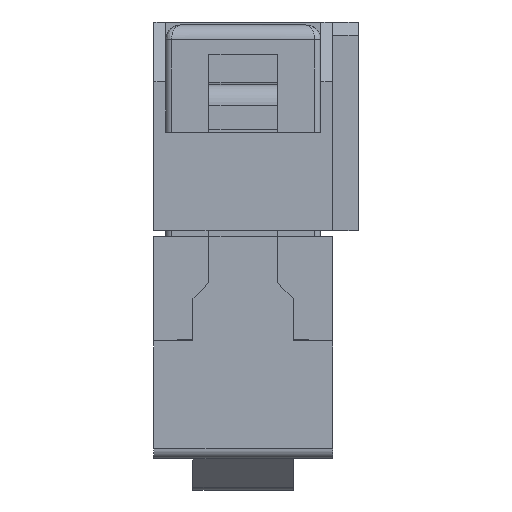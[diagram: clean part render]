
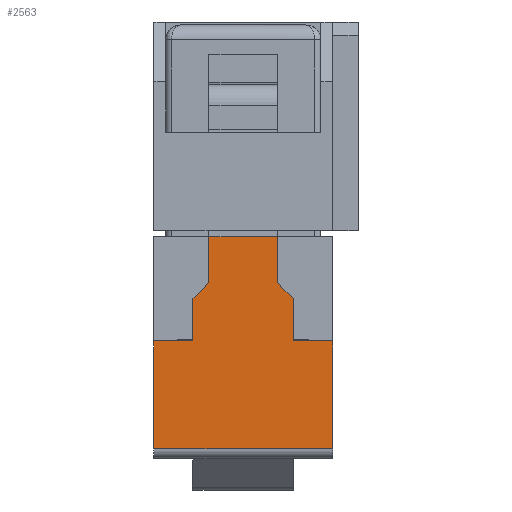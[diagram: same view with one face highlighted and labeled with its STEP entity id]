
A CAD part, left-side view. The second image highlights one B-rep face of the part: STEP entity #2563.
In plain terms, the highlighted planar face has unit normal (-1, 0, 0).
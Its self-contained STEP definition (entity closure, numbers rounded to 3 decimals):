
#2563 = ADVANCED_FACE( '', ( #6147 ), #6148, .T. );
#6147 = FACE_OUTER_BOUND( '', #11170, .T. );
#6148 = PLANE( '', #11171 );
#11170 = EDGE_LOOP( '', ( #17329, #17330, #17331, #17332, #17333, #17334, #17335, #17336, #17337, #17338, #17339, #17340 ) );
#11171 = AXIS2_PLACEMENT_3D( '', #17341, #17342, #17343 );
#17329 = ORIENTED_EDGE( '', *, *, #31808, .T. );
#17330 = ORIENTED_EDGE( '', *, *, #32142, .T. );
#17331 = ORIENTED_EDGE( '', *, *, #32143, .T. );
#17332 = ORIENTED_EDGE( '', *, *, #32144, .T. );
#17333 = ORIENTED_EDGE( '', *, *, #31427, .T. );
#17334 = ORIENTED_EDGE( '', *, *, #31511, .F. );
#17335 = ORIENTED_EDGE( '', *, *, #32145, .T. );
#17336 = ORIENTED_EDGE( '', *, *, #32146, .T. );
#17337 = ORIENTED_EDGE( '', *, *, #32147, .T. );
#17338 = ORIENTED_EDGE( '', *, *, #32148, .T. );
#17339 = ORIENTED_EDGE( '', *, *, #32149, .T. );
#17340 = ORIENTED_EDGE( '', *, *, #32150, .F. );
#17341 = CARTESIAN_POINT( '', ( -40.44, -3., 0. ) );
#17342 = DIRECTION( '', ( -1., 0., 0. ) );
#17343 = DIRECTION( '', ( 0., 0., 1. ) );
#31427 = EDGE_CURVE( '', #37601, #37599, #37602, .T. );
#31511 = EDGE_CURVE( '', #37750, #37599, #37752, .T. );
#31808 = EDGE_CURVE( '', #38275, #38273, #38276, .T. );
#32142 = EDGE_CURVE( '', #38273, #38868, #38869, .F. );
#32143 = EDGE_CURVE( '', #38868, #38870, #38871, .T. );
#32144 = EDGE_CURVE( '', #38870, #37601, #38872, .T. );
#32145 = EDGE_CURVE( '', #37750, #38873, #38874, .T. );
#32146 = EDGE_CURVE( '', #38873, #38875, #38876, .T. );
#32147 = EDGE_CURVE( '', #38875, #38877, #38878, .T. );
#32148 = EDGE_CURVE( '', #38877, #38879, #38880, .F. );
#32149 = EDGE_CURVE( '', #38879, #38881, #38882, .T. );
#32150 = EDGE_CURVE( '', #38275, #38881, #38883, .T. );
#37599 = VERTEX_POINT( '', #46628 );
#37601 = VERTEX_POINT( '', #46630 );
#37602 = LINE( '', #46631, #46632 );
#37750 = VERTEX_POINT( '', #46844 );
#37752 = LINE( '', #46846, #46847 );
#38273 = VERTEX_POINT( '', #47605 );
#38275 = VERTEX_POINT( '', #47608 );
#38276 = LINE( '', #47609, #47610 );
#38868 = VERTEX_POINT( '', #48452 );
#38869 = LINE( '', #48453, #48454 );
#38870 = VERTEX_POINT( '', #48455 );
#38871 = LINE( '', #48456, #48457 );
#38872 = LINE( '', #48458, #48459 );
#38873 = VERTEX_POINT( '', #48460 );
#38874 = LINE( '', #48461, #48462 );
#38875 = VERTEX_POINT( '', #48463 );
#38876 = LINE( '', #48464, #48465 );
#38877 = VERTEX_POINT( '', #48466 );
#38878 = LINE( '', #48467, #48468 );
#38879 = VERTEX_POINT( '', #48469 );
#38880 = LINE( '', #48470, #48471 );
#38881 = VERTEX_POINT( '', #48472 );
#38882 = LINE( '', #48473, #48474 );
#38883 = LINE( '', #48475, #48476 );
#46628 = CARTESIAN_POINT( '', ( -40.44, 3., -0.07 ) );
#46630 = CARTESIAN_POINT( '', ( -40.44, 3., 3.55 ) );
#46631 = CARTESIAN_POINT( '', ( -40.44, 3., 3.55 ) );
#46632 = VECTOR( '', #59467, 1000. );
#46844 = CARTESIAN_POINT( '', ( -40.44, -3., -0.07 ) );
#46846 = CARTESIAN_POINT( '', ( -40.44, -3., -0.07 ) );
#46847 = VECTOR( '', #59541, 1000. );
#47605 = CARTESIAN_POINT( '', ( -40.44, 1.15, 5.5 ) );
#47608 = CARTESIAN_POINT( '', ( -40.44, 1.15, 7.05 ) );
#47609 = CARTESIAN_POINT( '', ( -40.44, 1.15, 6.95 ) );
#47610 = VECTOR( '', #59843, 1000. );
#48452 = CARTESIAN_POINT( '', ( -40.44, 1.685, 4.965 ) );
#48453 = CARTESIAN_POINT( '', ( -40.44, 1.825, 4.825 ) );
#48454 = VECTOR( '', #60172, 1000. );
#48455 = CARTESIAN_POINT( '', ( -40.44, 1.685, 3.55 ) );
#48456 = CARTESIAN_POINT( '', ( -40.44, 1.685, 5.5 ) );
#48457 = VECTOR( '', #60173, 1000. );
#48458 = CARTESIAN_POINT( '', ( -40.44, -3., 3.55 ) );
#48459 = VECTOR( '', #60174, 1000. );
#48460 = CARTESIAN_POINT( '', ( -40.44, -3., 3.55 ) );
#48461 = CARTESIAN_POINT( '', ( -40.44, -3., 0. ) );
#48462 = VECTOR( '', #60175, 1000. );
#48463 = CARTESIAN_POINT( '', ( -40.44, -1.685, 3.55 ) );
#48464 = CARTESIAN_POINT( '', ( -40.44, -3., 3.55 ) );
#48465 = VECTOR( '', #60176, 1000. );
#48466 = CARTESIAN_POINT( '', ( -40.44, -1.685, 4.965 ) );
#48467 = CARTESIAN_POINT( '', ( -40.44, -1.685, 3.55 ) );
#48468 = VECTOR( '', #60177, 1000. );
#48469 = CARTESIAN_POINT( '', ( -40.44, -1.15, 5.5 ) );
#48470 = CARTESIAN_POINT( '', ( -40.44, -4.825, 1.825 ) );
#48471 = VECTOR( '', #60178, 1000. );
#48472 = CARTESIAN_POINT( '', ( -40.44, -1.15, 7.05 ) );
#48473 = CARTESIAN_POINT( '', ( -40.44, -1.15, 5.5 ) );
#48474 = VECTOR( '', #60179, 1000. );
#48475 = CARTESIAN_POINT( '', ( -40.44, 1.15, 7.05 ) );
#48476 = VECTOR( '', #60180, 1000. );
#59467 = DIRECTION( '', ( 0., 0., -1. ) );
#59541 = DIRECTION( '', ( 0., 1., 0. ) );
#59843 = DIRECTION( '', ( 0., 0., -1. ) );
#60172 = DIRECTION( '', ( 0., -0.707, 0.707 ) );
#60173 = DIRECTION( '', ( 0., 0., -1. ) );
#60174 = DIRECTION( '', ( 0., 1., 0. ) );
#60175 = DIRECTION( '', ( 0., 0., 1. ) );
#60176 = DIRECTION( '', ( 0., 1., 0. ) );
#60177 = DIRECTION( '', ( 0., 0., 1. ) );
#60178 = DIRECTION( '', ( 0., -0.707, -0.707 ) );
#60179 = DIRECTION( '', ( 0., 0., 1. ) );
#60180 = DIRECTION( '', ( 0., -1., 0. ) );
